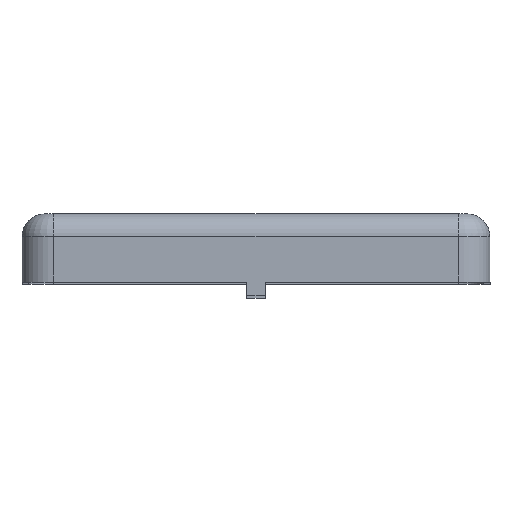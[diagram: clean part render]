
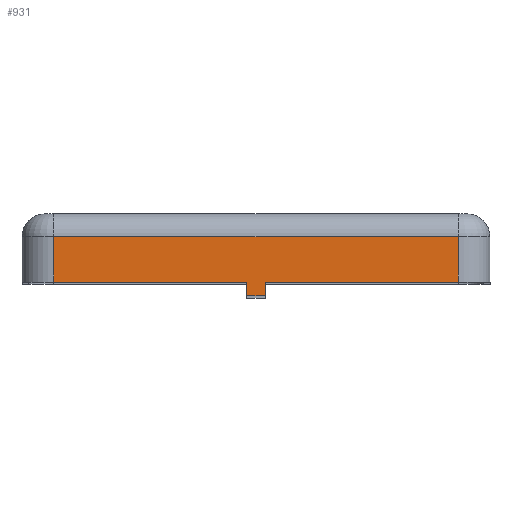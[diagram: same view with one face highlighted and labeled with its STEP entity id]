
A CAD part, top view. The second image highlights one B-rep face of the part: STEP entity #931.
In plain terms, the highlighted planar face has unit normal (0, 0, 1).
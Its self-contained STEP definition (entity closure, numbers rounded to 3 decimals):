
#123 = LINE ( 'NONE', #1862, #880 ) ;
#139 = LINE ( 'NONE', #2839, #2767 ) ;
#154 = VERTEX_POINT ( 'NONE', #569 ) ;
#272 = DIRECTION ( 'NONE',  ( 1., 0., 0. ) ) ;
#405 = ORIENTED_EDGE ( 'NONE', *, *, #2879, .T. ) ;
#471 = DIRECTION ( 'NONE',  ( -1., 0., 0. ) ) ;
#494 = EDGE_CURVE ( 'NONE', #154, #1848, #123, .T. ) ;
#514 = EDGE_CURVE ( 'NONE', #1103, #1061, #2350, .T. ) ;
#569 = CARTESIAN_POINT ( 'NONE',  ( 0.4, -3.6, 29.65 ) ) ;
#578 = PLANE ( 'NONE',  #1216 ) ;
#615 = CARTESIAN_POINT ( 'NONE',  ( 8.9, -3., 29.65 ) ) ;
#626 = VECTOR ( 'NONE', #1281, 1000. ) ;
#663 = CARTESIAN_POINT ( 'NONE',  ( -0.4, -3.6, 29.65 ) ) ;
#880 = VECTOR ( 'NONE', #2326, 1000. ) ;
#926 = FACE_OUTER_BOUND ( 'NONE', #2478, .T. ) ;
#931 = ADVANCED_FACE ( 'NONE', ( #926 ), #578, .T. ) ;
#932 = VERTEX_POINT ( 'NONE', #3140 ) ;
#954 = ORIENTED_EDGE ( 'NONE', *, *, #1521, .F. ) ;
#1029 = ORIENTED_EDGE ( 'NONE', *, *, #514, .F. ) ;
#1061 = VERTEX_POINT ( 'NONE', #2425 ) ;
#1103 = VERTEX_POINT ( 'NONE', #663 ) ;
#1181 = LINE ( 'NONE', #2291, #1870 ) ;
#1216 = AXIS2_PLACEMENT_3D ( 'NONE', #1611, #1336, #1858 ) ;
#1278 = VERTEX_POINT ( 'NONE', #2748 ) ;
#1281 = DIRECTION ( 'NONE',  ( 1., 0., 0. ) ) ;
#1322 = DIRECTION ( 'NONE',  ( 1., 0., 0. ) ) ;
#1336 = DIRECTION ( 'NONE',  ( 0., 0., 1. ) ) ;
#1481 = VECTOR ( 'NONE', #471, 1000. ) ;
#1500 = CARTESIAN_POINT ( 'NONE',  ( -8.9, 0., 29.65 ) ) ;
#1521 = EDGE_CURVE ( 'NONE', #154, #1103, #3323, .T. ) ;
#1549 = LINE ( 'NONE', #1500, #3282 ) ;
#1577 = CARTESIAN_POINT ( 'NONE',  ( -0.4, -3.6, 29.65 ) ) ;
#1611 = CARTESIAN_POINT ( 'NONE',  ( -8.9, 0., 29.65 ) ) ;
#1645 = ORIENTED_EDGE ( 'NONE', *, *, #1982, .F. ) ;
#1669 = ORIENTED_EDGE ( 'NONE', *, *, #2065, .T. ) ;
#1848 = VERTEX_POINT ( 'NONE', #2138 ) ;
#1858 = DIRECTION ( 'NONE',  ( 0., -1., 0. ) ) ;
#1862 = CARTESIAN_POINT ( 'NONE',  ( 0.4, -3.6, 29.65 ) ) ;
#1870 = VECTOR ( 'NONE', #272, 1000. ) ;
#1956 = EDGE_CURVE ( 'NONE', #1278, #2380, #1549, .T. ) ;
#1977 = DIRECTION ( 'NONE',  ( 0., -1., 0. ) ) ;
#1982 = EDGE_CURVE ( 'NONE', #932, #2263, #2228, .T. ) ;
#2065 = EDGE_CURVE ( 'NONE', #2380, #1061, #1181, .T. ) ;
#2091 = DIRECTION ( 'NONE',  ( 0., 1., 0. ) ) ;
#2138 = CARTESIAN_POINT ( 'NONE',  ( 0.4, -3., 29.65 ) ) ;
#2168 = ORIENTED_EDGE ( 'NONE', *, *, #1956, .T. ) ;
#2228 = LINE ( 'NONE', #2482, #2774 ) ;
#2263 = VERTEX_POINT ( 'NONE', #615 ) ;
#2291 = CARTESIAN_POINT ( 'NONE',  ( -8.9, -3., 29.65 ) ) ;
#2326 = DIRECTION ( 'NONE',  ( 0., 1., 0. ) ) ;
#2350 = LINE ( 'NONE', #1577, #2829 ) ;
#2380 = VERTEX_POINT ( 'NONE', #2401 ) ;
#2401 = CARTESIAN_POINT ( 'NONE',  ( -8.9, -3., 29.65 ) ) ;
#2425 = CARTESIAN_POINT ( 'NONE',  ( -0.4, -3., 29.65 ) ) ;
#2478 = EDGE_LOOP ( 'NONE', ( #1669, #1029, #954, #2660, #405, #1645, #2985, #2168 ) ) ;
#2482 = CARTESIAN_POINT ( 'NONE',  ( 8.9, 0., 29.65 ) ) ;
#2514 = DIRECTION ( 'NONE',  ( 0., -1., 0. ) ) ;
#2660 = ORIENTED_EDGE ( 'NONE', *, *, #494, .T. ) ;
#2748 = CARTESIAN_POINT ( 'NONE',  ( -8.9, -1., 29.65 ) ) ;
#2758 = CARTESIAN_POINT ( 'NONE',  ( -0.4, -3.6, 29.65 ) ) ;
#2767 = VECTOR ( 'NONE', #1322, 1000. ) ;
#2774 = VECTOR ( 'NONE', #2514, 1000. ) ;
#2813 = CARTESIAN_POINT ( 'NONE',  ( -8.9, -1., 29.65 ) ) ;
#2829 = VECTOR ( 'NONE', #2091, 1000. ) ;
#2839 = CARTESIAN_POINT ( 'NONE',  ( -8.9, -3., 29.65 ) ) ;
#2879 = EDGE_CURVE ( 'NONE', #1848, #2263, #139, .T. ) ;
#2931 = LINE ( 'NONE', #2813, #626 ) ;
#2985 = ORIENTED_EDGE ( 'NONE', *, *, #3227, .F. ) ;
#3140 = CARTESIAN_POINT ( 'NONE',  ( 8.9, -1., 29.65 ) ) ;
#3227 = EDGE_CURVE ( 'NONE', #1278, #932, #2931, .T. ) ;
#3282 = VECTOR ( 'NONE', #1977, 1000. ) ;
#3323 = LINE ( 'NONE', #2758, #1481 ) ;
